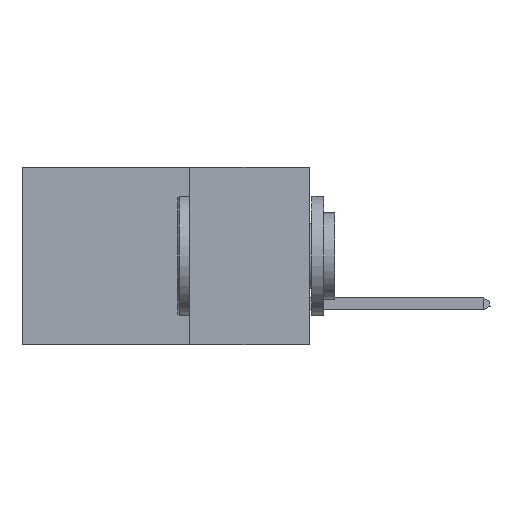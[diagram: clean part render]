
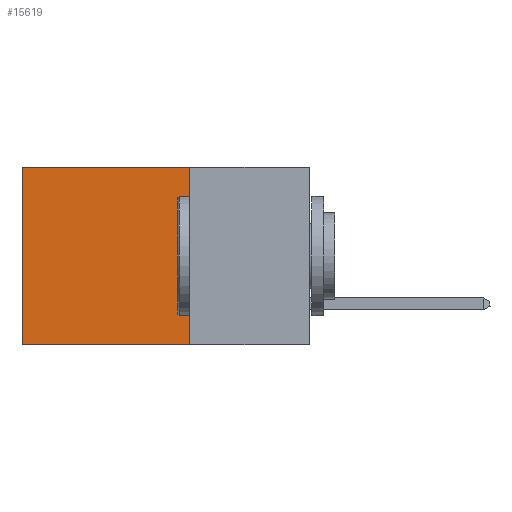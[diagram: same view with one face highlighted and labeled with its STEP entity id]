
A CAD part, left-side view. The second image highlights one B-rep face of the part: STEP entity #15619.
In plain terms, the highlighted planar face has unit normal (-1, 0, 0).
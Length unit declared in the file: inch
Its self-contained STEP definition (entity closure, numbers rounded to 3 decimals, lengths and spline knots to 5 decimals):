
#119 = AXIS2_PLACEMENT_3D ( 'NONE', #14383, #14300, #6817 ) ;
#1315 = CARTESIAN_POINT ( 'NONE',  ( 0.2875, 0.6, -0.37 ) ) ;
#2731 = LINE ( 'NONE', #18798, #5929 ) ;
#3091 = FACE_OUTER_BOUND ( 'NONE', #23373, .T. ) ;
#3266 = LINE ( 'NONE', #19722, #12399 ) ;
#4226 = CARTESIAN_POINT ( 'NONE',  ( 0.2875, 0.25, -0.37 ) ) ;
#5929 = VECTOR ( 'NONE', #13730, 39.37008 ) ;
#6092 = VECTOR ( 'NONE', #23487, 39.37008 ) ;
#6388 = VERTEX_POINT ( 'NONE', #7992 ) ;
#6499 = EDGE_CURVE ( 'NONE', #6388, #9384, #3266, .T. ) ;
#6817 = DIRECTION ( 'NONE',  ( 0., 0., -1. ) ) ;
#7366 = CARTESIAN_POINT ( 'NONE',  ( 0.2875, 0.25, -0.37 ) ) ;
#7992 = CARTESIAN_POINT ( 'NONE',  ( 0.2875, 0.6, 0. ) ) ;
#8480 = EDGE_CURVE ( 'NONE', #21924, #6388, #21961, .T. ) ;
#9384 = VERTEX_POINT ( 'NONE', #1315 ) ;
#12102 = DIRECTION ( 'NONE',  ( 0., 1., 0. ) ) ;
#12399 = VECTOR ( 'NONE', #23568, 39.37008 ) ;
#12793 = EDGE_CURVE ( 'NONE', #14189, #9384, #17585, .T. ) ;
#13682 = CARTESIAN_POINT ( 'NONE',  ( 0.2875, 0.25, 0. ) ) ;
#13730 = DIRECTION ( 'NONE',  ( 0., 0., -1. ) ) ;
#14189 = VERTEX_POINT ( 'NONE', #4226 ) ;
#14300 = DIRECTION ( 'NONE',  ( 1., 0., 0. ) ) ;
#14383 = CARTESIAN_POINT ( 'NONE',  ( 0.2875, 0.25, 0. ) ) ;
#15561 = ORIENTED_EDGE ( 'NONE', *, *, #12793, .F. ) ;
#15619 = ADVANCED_FACE ( 'NONE', ( #3091 ), #18192, .F. ) ;
#16997 = VECTOR ( 'NONE', #12102, 39.37008 ) ;
#17585 = LINE ( 'NONE', #7366, #16997 ) ;
#18192 = PLANE ( 'NONE',  #119 ) ;
#18798 = CARTESIAN_POINT ( 'NONE',  ( 0.2875, 0.25, 0. ) ) ;
#19126 = ORIENTED_EDGE ( 'NONE', *, *, #19484, .F. ) ;
#19484 = EDGE_CURVE ( 'NONE', #21924, #14189, #2731, .T. ) ;
#19722 = CARTESIAN_POINT ( 'NONE',  ( 0.2875, 0.6, 0. ) ) ;
#21609 = CARTESIAN_POINT ( 'NONE',  ( 0.2875, 0.25, 0. ) ) ;
#21924 = VERTEX_POINT ( 'NONE', #13682 ) ;
#21961 = LINE ( 'NONE', #21609, #6092 ) ;
#22400 = ORIENTED_EDGE ( 'NONE', *, *, #6499, .T. ) ;
#23373 = EDGE_LOOP ( 'NONE', ( #22400, #15561, #19126, #23514 ) ) ;
#23487 = DIRECTION ( 'NONE',  ( 0., 1., 0. ) ) ;
#23514 = ORIENTED_EDGE ( 'NONE', *, *, #8480, .T. ) ;
#23568 = DIRECTION ( 'NONE',  ( 0., 0., -1. ) ) ;
